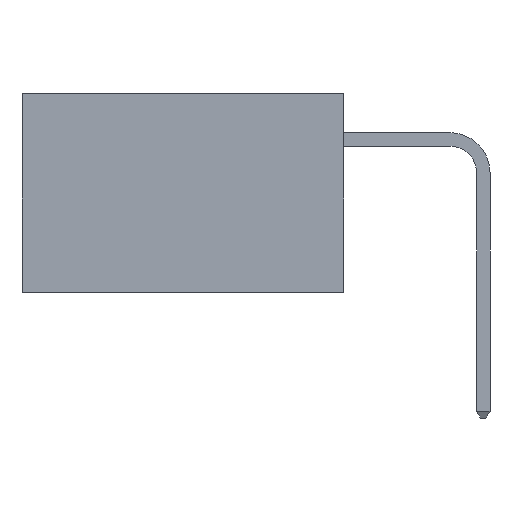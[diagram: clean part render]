
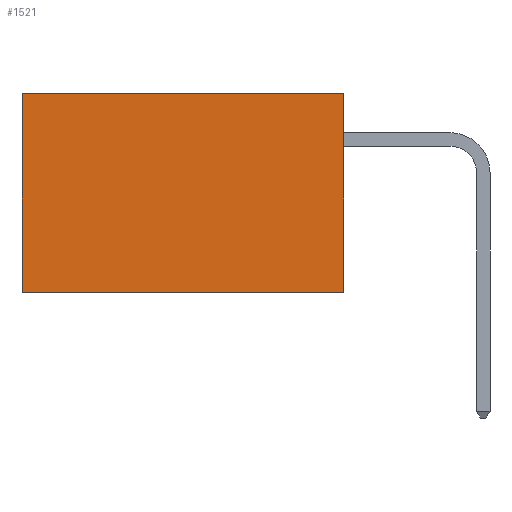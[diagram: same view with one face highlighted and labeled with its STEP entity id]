
A CAD part, left-side view. The second image highlights one B-rep face of the part: STEP entity #1521.
In plain terms, the highlighted planar face has unit normal (-1, 0, 0).
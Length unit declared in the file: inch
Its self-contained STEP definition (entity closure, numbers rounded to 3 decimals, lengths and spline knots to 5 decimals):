
#285 = VECTOR ( 'NONE', #9374, 39.37008 ) ;
#961 = LINE ( 'NONE', #8306, #6702 ) ;
#1114 = CARTESIAN_POINT ( 'NONE',  ( 0.298, 0.6, 0. ) ) ;
#1121 = DIRECTION ( 'NONE',  ( 0., 1., 0. ) ) ;
#1152 = CARTESIAN_POINT ( 'NONE',  ( 0.298, 0., -0.37 ) ) ;
#1415 = ORIENTED_EDGE ( 'NONE', *, *, #7201, .T. ) ;
#1521 = ADVANCED_FACE ( 'NONE', ( #4655 ), #7249, .F. ) ;
#1532 = ORIENTED_EDGE ( 'NONE', *, *, #9186, .F. ) ;
#1601 = ORIENTED_EDGE ( 'NONE', *, *, #2711, .F. ) ;
#1632 = ORIENTED_EDGE ( 'NONE', *, *, #2106, .T. ) ;
#1664 = VECTOR ( 'NONE', #1121, 39.37008 ) ;
#1786 = DIRECTION ( 'NONE',  ( 0., 0., -1. ) ) ;
#1972 = VERTEX_POINT ( 'NONE', #1114 ) ;
#2053 = VECTOR ( 'NONE', #8467, 39.37008 ) ;
#2080 = VERTEX_POINT ( 'NONE', #2322 ) ;
#2106 = EDGE_CURVE ( 'NONE', #8690, #1972, #5688, .T. ) ;
#2223 = EDGE_LOOP ( 'NONE', ( #1415, #1532, #1601, #1632 ) ) ;
#2322 = CARTESIAN_POINT ( 'NONE',  ( 0.298, 0., -0.37 ) ) ;
#2711 = EDGE_CURVE ( 'NONE', #8690, #2080, #6374, .T. ) ;
#2713 = DIRECTION ( 'NONE',  ( 1., 0., 0. ) ) ;
#3051 = DIRECTION ( 'NONE',  ( 0., 0., -1. ) ) ;
#3815 = CARTESIAN_POINT ( 'NONE',  ( 0.298, 0., 0. ) ) ;
#4655 = FACE_OUTER_BOUND ( 'NONE', #2223, .T. ) ;
#5049 = AXIS2_PLACEMENT_3D ( 'NONE', #3815, #2713, #3051 ) ;
#5150 = CARTESIAN_POINT ( 'NONE',  ( 0.298, 0., 0. ) ) ;
#5218 = LINE ( 'NONE', #1152, #2053 ) ;
#5232 = CARTESIAN_POINT ( 'NONE',  ( 0.298, 0., 0. ) ) ;
#5535 = VERTEX_POINT ( 'NONE', #9409 ) ;
#5688 = LINE ( 'NONE', #5232, #1664 ) ;
#6374 = LINE ( 'NONE', #5150, #285 ) ;
#6702 = VECTOR ( 'NONE', #1786, 39.37008 ) ;
#7201 = EDGE_CURVE ( 'NONE', #1972, #5535, #961, .T. ) ;
#7249 = PLANE ( 'NONE',  #5049 ) ;
#8306 = CARTESIAN_POINT ( 'NONE',  ( 0.298, 0.6, 0. ) ) ;
#8467 = DIRECTION ( 'NONE',  ( 0., 1., 0. ) ) ;
#8653 = CARTESIAN_POINT ( 'NONE',  ( 0.298, 0., 0. ) ) ;
#8690 = VERTEX_POINT ( 'NONE', #8653 ) ;
#9186 = EDGE_CURVE ( 'NONE', #2080, #5535, #5218, .T. ) ;
#9374 = DIRECTION ( 'NONE',  ( 0., 0., -1. ) ) ;
#9409 = CARTESIAN_POINT ( 'NONE',  ( 0.298, 0.6, -0.37 ) ) ;
